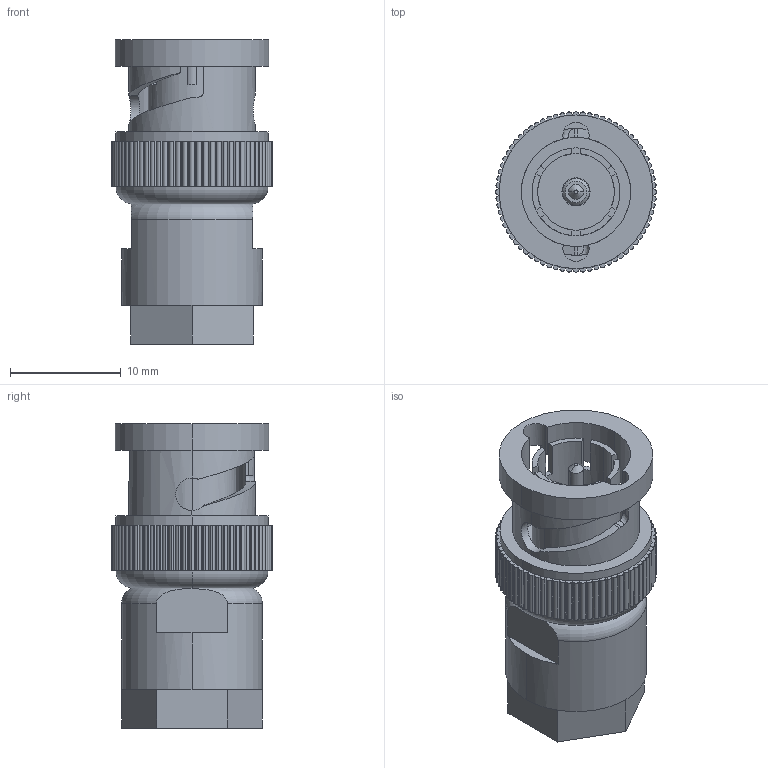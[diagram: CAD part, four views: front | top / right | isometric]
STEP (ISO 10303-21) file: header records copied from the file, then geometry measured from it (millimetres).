
FILE_DESCRIPTION (( 'STEP AP214' ), '1' );
FILE_NAME ('BAC033.STEP', '2006-08-02T12:41:29', ( 'L-COM' ), ( 'L-COM' ), 'SwSTEP 2.0', 'SolidWorks 2006004', '' );
FILE_SCHEMA (( 'AUTOMOTIVE_DESIGN' ));
Length unit declared in the file: inch
Products named in the file (4): BAC033-MA1; BAC033_with flange; BAC033-MA2; BAC033
Assembly tree (3 placements, depth 2):
  BAC033
    BAC033-MA1
    BAC033_with flange
    BAC033-MA2
Bounding box: 14.48 x 14.48 x 27.43 mm (x, y, z)
Volume: 2296.6 mm3; surface area: 3518.6 mm2
Topology: 3 solids, 3 shells, 405 faces, 1113 edges, 730 vertices
Faces by surface type: plane 206, cylinder 157, cone 28, bspline 8, torus 6
Entity records: 14573 total; most frequent: CARTESIAN_POINT 3224, DIRECTION 2231, ORIENTED_EDGE 2226, EDGE_CURVE 1113, AXIS2_PLACEMENT_3D 769, VERTEX_POINT 730, VECTOR 693, LINE 693
